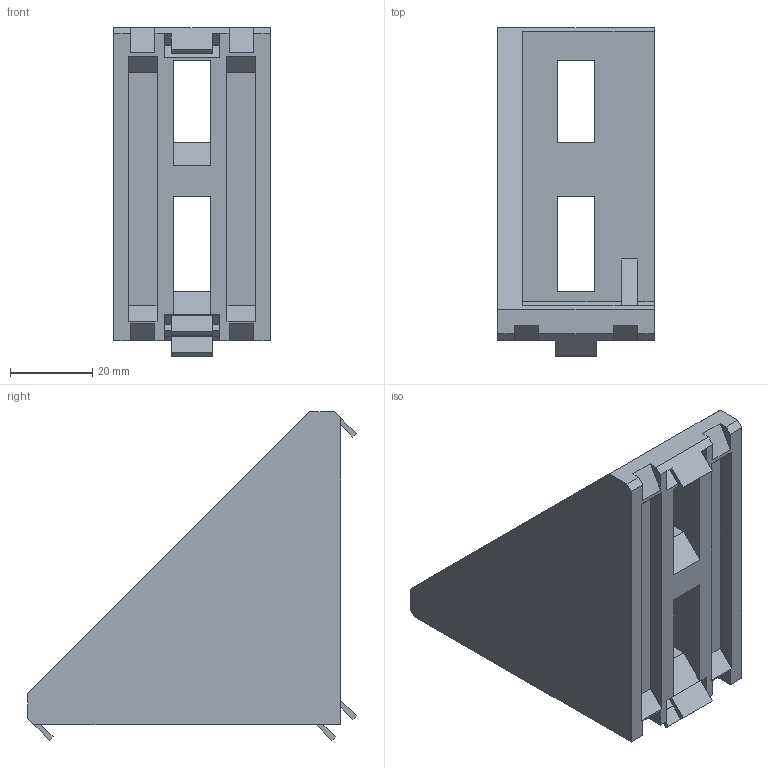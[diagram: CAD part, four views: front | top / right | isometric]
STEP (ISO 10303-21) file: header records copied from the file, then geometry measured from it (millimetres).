
FILE_DESCRIPTION (( 'STEP AP214' ), '1' );
FILE_NAME ('6261230', '2019-02-04T09:37:39', ( '' ), ('JUGARD+KÜNSTNER GmbH'), 'SwSTEP 2.0', 'SolidWorks 2017', '' );
FILE_SCHEMA (( 'AUTOMOTIVE_DESIGN' ));
Length unit declared in the file: millimetre
Products named in the file (1): 6261230_CNAJF00
Bounding box: 38 x 79.82 x 79.82 mm (x, y, z)
Volume: 45341.5 mm3; surface area: 21380.8 mm2
Topology: 1 solids, 1 shells, 112 faces, 310 edges, 204 vertices
Faces by surface type: plane 110, cylinder 2
Entity records: 3544 total; most frequent: CARTESIAN_POINT 627, ORIENTED_EDGE 620, DIRECTION 540, EDGE_CURVE 310, LINE 306, VECTOR 306, VERTEX_POINT 204, EDGE_LOOP 124
